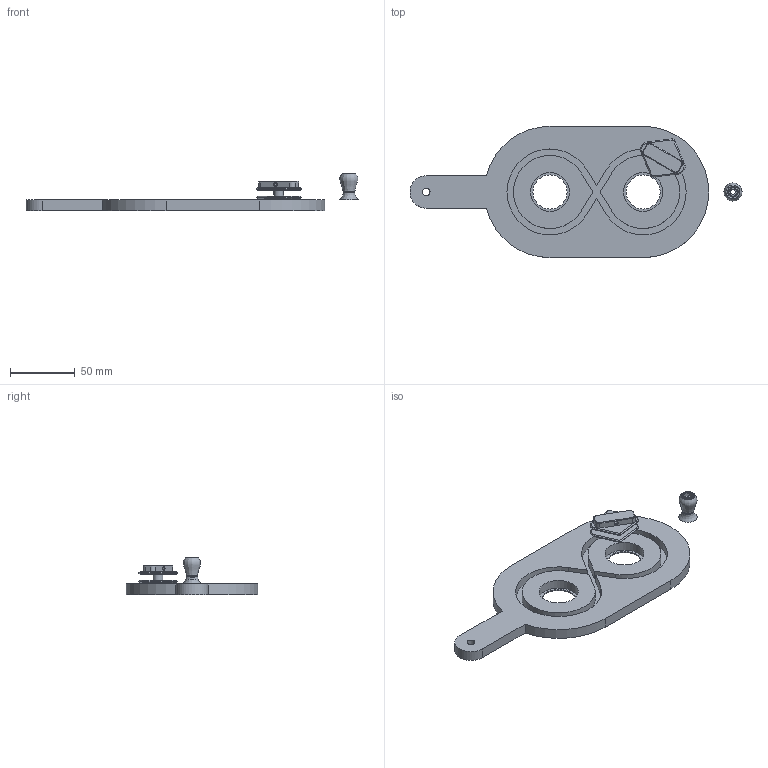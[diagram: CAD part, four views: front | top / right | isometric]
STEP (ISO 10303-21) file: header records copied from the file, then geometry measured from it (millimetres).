
FILE_DESCRIPTION(/* description */ (''),/* implementation_level */ '2;1');
FILE_NAME(/* name */ 'Braiding Machine - 72mm 17mm bearings Redo v17.step',/* time_stamp */ '2021-10-10T12:48:30-05:00',/* author */ (''),/* organization */ (''),/* preprocessor_version */ 'ST-DEVELOPER v18.1',/* originating_system */ 'Autodesk Translation Framework v10.10.0.1391',/* authorisation */ '');
FILE_SCHEMA (('AUTOMOTIVE_DESIGN { 1 0 10303 214 3 1 1 }'));
Length unit declared in the file: millimetre
Products named in the file (5): Braiding Machine - 72mm 17mm bearings Redo; Bearing tray; Shoe; Handle; Path Planning
Assembly tree (4 placements, depth 2):
  Braiding Machine - 72mm 17mm bearings Redo
    Bearing tray
    Shoe
    Handle
    Path Planning
Bounding box: 256.71 x 101.5 x 28.9 mm (x, y, z)
Volume: 120516.8 mm3; surface area: 49484.1 mm2
Topology: 4 solids, 4 shells, 151 faces, 357 edges, 223 vertices
Faces by surface type: plane 67, cylinder 43, cone 30, bspline 10, torus 1
Full cylindrical faces by diameter (mm): 2.3 x1, 3.6 x1, 6 x1, 7.4 x1, 7.824 x1, 7.958 x1, 8.759 x1, 26.4 x2, 30.2 x2
Entity records: 6091 total; most frequent: CARTESIAN_POINT 2484, DIRECTION 729, ORIENTED_EDGE 714, EDGE_CURVE 357, AXIS2_PLACEMENT_3D 266, VERTEX_POINT 223, LINE 197, VECTOR 197
